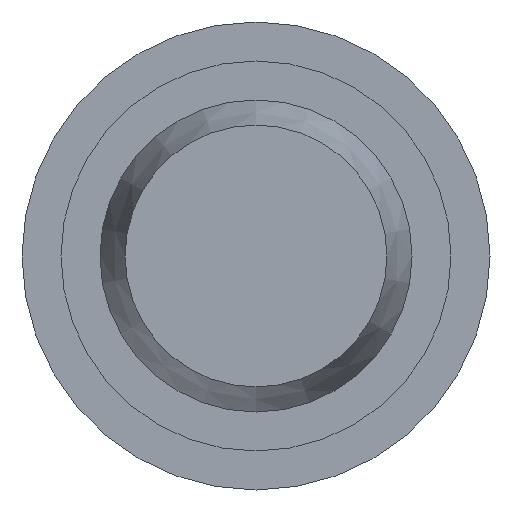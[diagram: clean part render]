
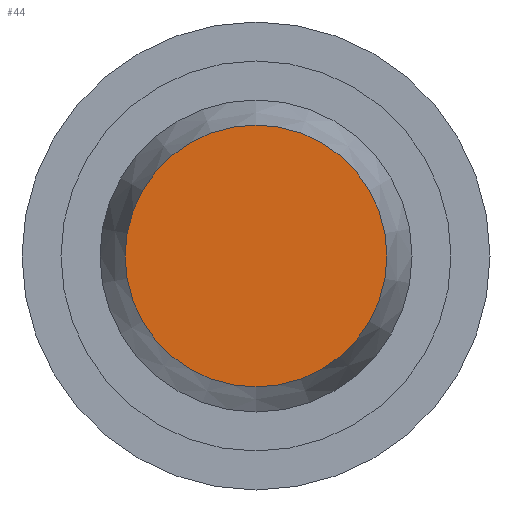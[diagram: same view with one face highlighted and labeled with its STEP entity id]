
A CAD part, front view. The second image highlights one B-rep face of the part: STEP entity #44.
In plain terms, the highlighted planar face has unit normal (0, -1, 0).
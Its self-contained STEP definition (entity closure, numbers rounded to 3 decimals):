
#44 = ADVANCED_FACE( '', ( #92 ), #93, .F. );
#92 = FACE_OUTER_BOUND( '', #145, .T. );
#93 = PLANE( '', #146 );
#145 = EDGE_LOOP( '', ( #200 ) );
#146 = AXIS2_PLACEMENT_3D( '', #201, #202, #203 );
#200 = ORIENTED_EDGE( '', *, *, #256, .T. );
#201 = CARTESIAN_POINT( '', ( 1.678, 0., 0. ) );
#202 = DIRECTION( '', ( 0., 1., 0. ) );
#203 = DIRECTION( '', ( 0., 0., 1. ) );
#256 = EDGE_CURVE( '', #284, #284, #285, .T. );
#284 = VERTEX_POINT( '', #318 );
#285 = CIRCLE( '', #319, 1.678 );
#318 = CARTESIAN_POINT( '', ( 0., 0., -1.678 ) );
#319 = AXIS2_PLACEMENT_3D( '', #352, #353, #354 );
#352 = CARTESIAN_POINT( '', ( 0., 0., 0. ) );
#353 = DIRECTION( '', ( 0., -1., 0. ) );
#354 = DIRECTION( '', ( 0., 0., -1. ) );
